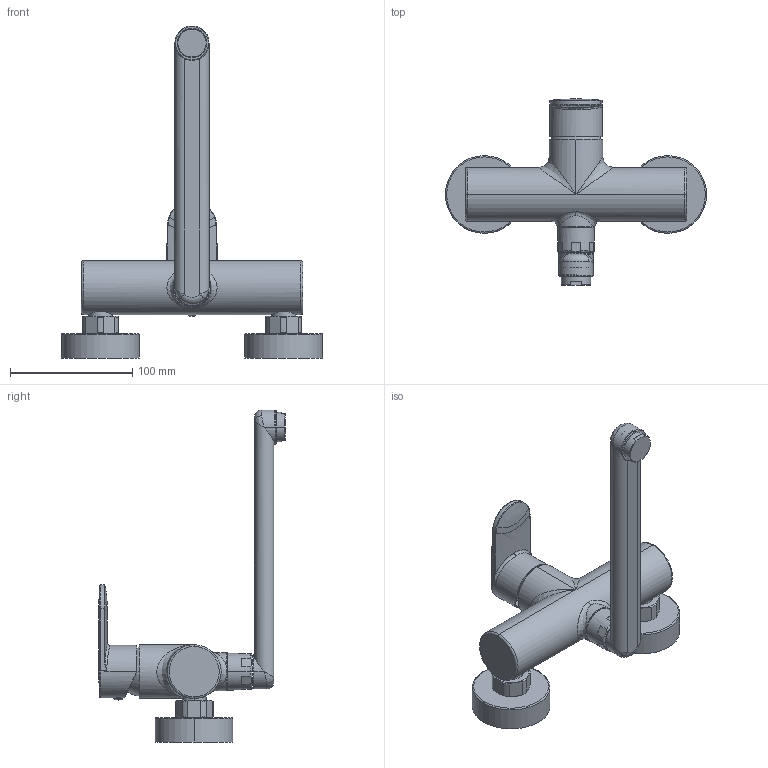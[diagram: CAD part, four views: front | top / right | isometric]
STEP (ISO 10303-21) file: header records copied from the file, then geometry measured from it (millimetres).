
FILE_DESCRIPTION((''),'2;1');
FILE_NAME('CA161CR','2021-01-13T13:14:08',('ut3'),('PAFFONI SpA'),'CREO PARAMETRIC BY PTC INC, 2020044','CREO PARAMETRIC BY PTC INC, 2020044','');
FILE_SCHEMA(('CONFIG_CONTROL_DESIGN','SHAPE_APPEARANCE_LAYERS_GROUPS'));
Length unit declared in the file: millimetre
Products named in the file (1): CA161CR
Bounding box: 213.5 x 152.5 x 271.5 mm (x, y, z)
Volume: 328967.6 mm3; surface area: 145153.2 mm2
Topology: 4 solids, 4 shells, 1339 faces, 3832 edges, 2504 vertices
Faces by surface type: plane 1047, cylinder 144, cone 65, bspline 57, torus 22, sphere 4
Entity records: 52650 total; most frequent: CARTESIAN_POINT 12840, ORIENTED_EDGE 7652, DIRECTION 7567, EDGE_CURVE 3826, AXIS2_PLACEMENT_3D 2691, VERTEX_POINT 2504, VECTOR 2185, LINE 2185
